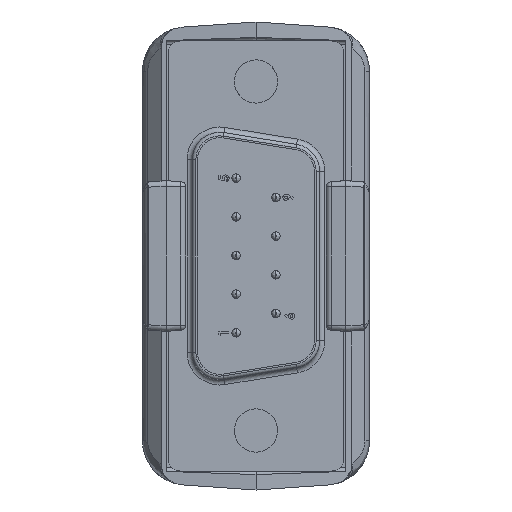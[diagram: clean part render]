
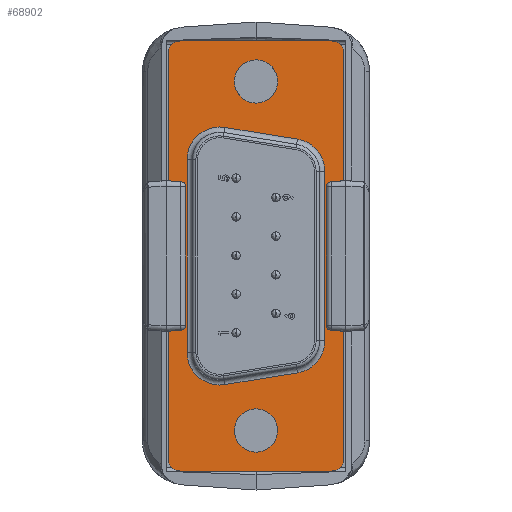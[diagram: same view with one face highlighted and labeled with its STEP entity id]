
A CAD part, left-side view. The second image highlights one B-rep face of the part: STEP entity #68902.
In plain terms, the highlighted face is planar.
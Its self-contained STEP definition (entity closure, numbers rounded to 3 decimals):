
#3659=FACE_BOUND('',#14858,.T.);
#3660=FACE_BOUND('',#14859,.T.);
#3661=FACE_BOUND('',#14860,.T.);
#4578=CIRCLE('',#75797,2.337);
#4587=CIRCLE('',#75810,1.524);
#4589=CIRCLE('',#75813,1.524);
#4663=CIRCLE('',#75942,0.889);
#4664=CIRCLE('',#75943,0.889);
#4665=CIRCLE('',#75944,0.889);
#4666=CIRCLE('',#75945,0.889);
#4667=CIRCLE('',#75946,2.337);
#4668=CIRCLE('',#75947,2.337);
#4669=CIRCLE('',#75948,2.337);
#7781=PLANE('',#75941);
#10918=FACE_OUTER_BOUND('',#14857,.T.);
#14857=EDGE_LOOP('',(#59016,#59017,#59018,#59019,#59020,#59021,#59022,#59023));
#14858=EDGE_LOOP('',(#59024,#59025,#59026,#59027,#59028,#59029,#59030,#59031));
#14859=EDGE_LOOP('',(#59032));
#14860=EDGE_LOOP('',(#59033));
#21204=LINE('',#123981,#28014);
#21205=LINE('',#123985,#28015);
#21206=LINE('',#123989,#28016);
#21207=LINE('',#123993,#28017);
#21208=LINE('',#123996,#28018);
#21209=LINE('',#124000,#28019);
#21210=LINE('',#124004,#28020);
#21211=LINE('',#124007,#28021);
#28014=VECTOR('',#90209,1.);
#28015=VECTOR('',#90212,1.);
#28016=VECTOR('',#90215,1.);
#28017=VECTOR('',#90218,1.);
#28018=VECTOR('',#90221,1.);
#28019=VECTOR('',#90224,1.);
#28020=VECTOR('',#90227,1.);
#28021=VECTOR('',#90230,1.);
#35015=VERTEX_POINT('',#122157);
#35018=VERTEX_POINT('',#122162);
#35030=VERTEX_POINT('',#122192);
#35032=VERTEX_POINT('',#122198);
#35313=VERTEX_POINT('',#123979);
#35314=VERTEX_POINT('',#123980);
#35315=VERTEX_POINT('',#123982);
#35316=VERTEX_POINT('',#123984);
#35317=VERTEX_POINT('',#123986);
#35318=VERTEX_POINT('',#123988);
#35319=VERTEX_POINT('',#123990);
#35320=VERTEX_POINT('',#123992);
#35321=VERTEX_POINT('',#123995);
#35322=VERTEX_POINT('',#123997);
#35323=VERTEX_POINT('',#123999);
#35324=VERTEX_POINT('',#124001);
#35325=VERTEX_POINT('',#124003);
#35326=VERTEX_POINT('',#124005);
#43429=EDGE_CURVE('',#35015,#35018,#4578,.T.);
#43443=EDGE_CURVE('',#35030,#35030,#4587,.T.);
#43446=EDGE_CURVE('',#35032,#35032,#4589,.T.);
#43768=EDGE_CURVE('',#35313,#35314,#21204,.T.);
#43769=EDGE_CURVE('',#35314,#35315,#4663,.T.);
#43770=EDGE_CURVE('',#35315,#35316,#21205,.T.);
#43771=EDGE_CURVE('',#35316,#35317,#4664,.T.);
#43772=EDGE_CURVE('',#35317,#35318,#21206,.T.);
#43773=EDGE_CURVE('',#35318,#35319,#4665,.T.);
#43774=EDGE_CURVE('',#35319,#35320,#21207,.T.);
#43775=EDGE_CURVE('',#35320,#35313,#4666,.T.);
#43776=EDGE_CURVE('',#35018,#35321,#21208,.T.);
#43777=EDGE_CURVE('',#35321,#35322,#4667,.T.);
#43778=EDGE_CURVE('',#35322,#35323,#21209,.T.);
#43779=EDGE_CURVE('',#35323,#35324,#4668,.T.);
#43780=EDGE_CURVE('',#35324,#35325,#21210,.T.);
#43781=EDGE_CURVE('',#35325,#35326,#4669,.T.);
#43782=EDGE_CURVE('',#35326,#35015,#21211,.T.);
#59016=ORIENTED_EDGE('',*,*,#43768,.T.);
#59017=ORIENTED_EDGE('',*,*,#43769,.T.);
#59018=ORIENTED_EDGE('',*,*,#43770,.T.);
#59019=ORIENTED_EDGE('',*,*,#43771,.T.);
#59020=ORIENTED_EDGE('',*,*,#43772,.T.);
#59021=ORIENTED_EDGE('',*,*,#43773,.T.);
#59022=ORIENTED_EDGE('',*,*,#43774,.T.);
#59023=ORIENTED_EDGE('',*,*,#43775,.T.);
#59024=ORIENTED_EDGE('',*,*,#43429,.T.);
#59025=ORIENTED_EDGE('',*,*,#43776,.T.);
#59026=ORIENTED_EDGE('',*,*,#43777,.T.);
#59027=ORIENTED_EDGE('',*,*,#43778,.T.);
#59028=ORIENTED_EDGE('',*,*,#43779,.T.);
#59029=ORIENTED_EDGE('',*,*,#43780,.T.);
#59030=ORIENTED_EDGE('',*,*,#43781,.T.);
#59031=ORIENTED_EDGE('',*,*,#43782,.T.);
#59032=ORIENTED_EDGE('',*,*,#43443,.F.);
#59033=ORIENTED_EDGE('',*,*,#43446,.F.);
#68902=ADVANCED_FACE('',(#10918,#3659,#3660,#3661),#7781,.T.);
#75797=AXIS2_PLACEMENT_3D('',#122164,#89779,#89780);
#75810=AXIS2_PLACEMENT_3D('',#122194,#89810,#89811);
#75813=AXIS2_PLACEMENT_3D('',#122200,#89817,#89818);
#75941=AXIS2_PLACEMENT_3D('',#123978,#90207,#90208);
#75942=AXIS2_PLACEMENT_3D('',#123983,#90210,#90211);
#75943=AXIS2_PLACEMENT_3D('',#123987,#90213,#90214);
#75944=AXIS2_PLACEMENT_3D('',#123991,#90216,#90217);
#75945=AXIS2_PLACEMENT_3D('',#123994,#90219,#90220);
#75946=AXIS2_PLACEMENT_3D('',#123998,#90222,#90223);
#75947=AXIS2_PLACEMENT_3D('',#124002,#90225,#90226);
#75948=AXIS2_PLACEMENT_3D('',#124006,#90228,#90229);
#89779=DIRECTION('center_axis',(0.,0.,-1.));
#89780=DIRECTION('ref_axis',(1.,0.,0.));
#89810=DIRECTION('center_axis',(0.,0.,1.));
#89811=DIRECTION('ref_axis',(1.,0.,0.));
#89817=DIRECTION('center_axis',(0.,0.,1.));
#89818=DIRECTION('ref_axis',(1.,0.,0.));
#90207=DIRECTION('center_axis',(0.,0.,1.));
#90208=DIRECTION('ref_axis',(1.,0.,0.));
#90209=DIRECTION('',(-1.,0.,0.));
#90210=DIRECTION('center_axis',(0.,0.,1.));
#90211=DIRECTION('ref_axis',(1.,0.,0.));
#90212=DIRECTION('',(0.,-1.,0.));
#90213=DIRECTION('center_axis',(0.,0.,1.));
#90214=DIRECTION('ref_axis',(1.,0.,0.));
#90215=DIRECTION('',(1.,0.,0.));
#90216=DIRECTION('center_axis',(0.,0.,1.));
#90217=DIRECTION('ref_axis',(1.,0.,0.));
#90218=DIRECTION('',(0.,1.,0.));
#90219=DIRECTION('center_axis',(0.,0.,1.));
#90220=DIRECTION('ref_axis',(1.,0.,0.));
#90221=DIRECTION('',(-0.159,-0.987,0.));
#90222=DIRECTION('center_axis',(0.,0.,-1.));
#90223=DIRECTION('ref_axis',(1.,0.,0.));
#90224=DIRECTION('',(-1.,0.,0.));
#90225=DIRECTION('center_axis',(0.,0.,-1.));
#90226=DIRECTION('ref_axis',(1.,0.,0.));
#90227=DIRECTION('',(-0.159,0.987,0.));
#90228=DIRECTION('center_axis',(0.,0.,-1.));
#90229=DIRECTION('ref_axis',(1.,0.,0.));
#90230=DIRECTION('',(1.,0.,0.));
#122157=CARTESIAN_POINT('',(22.309,11.24,0.));
#122162=CARTESIAN_POINT('',(24.616,8.531,0.));
#122164=CARTESIAN_POINT('Origin',(22.309,8.903,0.));
#122192=CARTESIAN_POINT('',(26.378,6.299,0.));
#122194=CARTESIAN_POINT('Origin',(27.902,6.299,0.));
#122198=CARTESIAN_POINT('',(1.384,6.299,0.));
#122200=CARTESIAN_POINT('Origin',(2.908,6.299,0.));
#123978=CARTESIAN_POINT('Origin',(0.,0.,0.));
#123979=CARTESIAN_POINT('',(29.921,12.598,0.));
#123980=CARTESIAN_POINT('',(0.889,12.598,0.));
#123981=CARTESIAN_POINT('',(0.,12.598,0.));
#123982=CARTESIAN_POINT('',(0.,11.709,0.));
#123983=CARTESIAN_POINT('Origin',(0.889,11.709,0.));
#123984=CARTESIAN_POINT('',(0.,0.889,0.));
#123985=CARTESIAN_POINT('',(0.,12.598,0.));
#123986=CARTESIAN_POINT('',(0.889,0.,0.));
#123987=CARTESIAN_POINT('Origin',(0.889,0.889,0.));
#123988=CARTESIAN_POINT('',(29.921,0.,0.));
#123989=CARTESIAN_POINT('',(0.,0.,0.));
#123990=CARTESIAN_POINT('',(30.81,0.889,0.));
#123991=CARTESIAN_POINT('Origin',(29.921,0.889,0.));
#123992=CARTESIAN_POINT('',(30.81,11.709,0.));
#123993=CARTESIAN_POINT('',(30.81,12.598,0.));
#123994=CARTESIAN_POINT('Origin',(29.921,11.709,0.));
#123995=CARTESIAN_POINT('',(23.777,3.324,0.));
#123996=CARTESIAN_POINT('',(22.655,-3.647,0.));
#123997=CARTESIAN_POINT('',(21.47,1.359,0.));
#123998=CARTESIAN_POINT('Origin',(21.47,3.696,0.));
#123999=CARTESIAN_POINT('',(9.34,1.359,0.));
#124000=CARTESIAN_POINT('',(0.,1.359,0.));
#124001=CARTESIAN_POINT('',(7.033,3.324,0.));
#124002=CARTESIAN_POINT('Origin',(9.34,3.696,0.));
#124003=CARTESIAN_POINT('',(6.195,8.531,0.));
#124004=CARTESIAN_POINT('',(7.377,1.187,0.));
#124005=CARTESIAN_POINT('',(8.502,11.24,0.));
#124006=CARTESIAN_POINT('Origin',(8.502,8.903,0.));
#124007=CARTESIAN_POINT('',(0.,11.24,0.));
